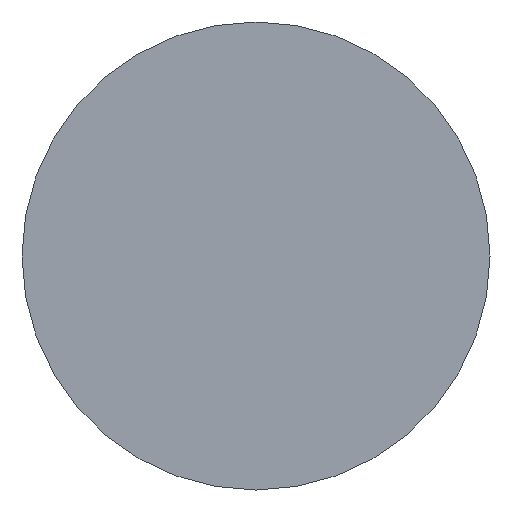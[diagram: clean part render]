
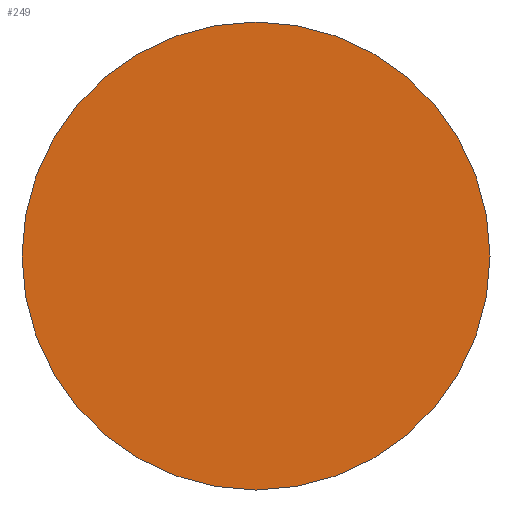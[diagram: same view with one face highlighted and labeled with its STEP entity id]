
A CAD part, front view. The second image highlights one B-rep face of the part: STEP entity #249.
In plain terms, the highlighted planar face has unit normal (0, -1, 0).
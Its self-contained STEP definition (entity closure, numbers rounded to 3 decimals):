
#147=EDGE_CURVE('',#159,#255,#326,.T.);
#159=VERTEX_POINT('',#338);
#211=EDGE_CURVE('',#255,#159,#399,.T.);
#249=ADVANCED_FACE('',(#444),#445,.T.);
#255=VERTEX_POINT('',#452);
#326=CIRCLE('',#525,20.0);
#338=CARTESIAN_POINT('',(-20.0,-20.0,0.));
#399=CIRCLE('',#619,20.0);
#444=FACE_OUTER_BOUND('',#676,.T.);
#445=PLANE('',#677);
#452=CARTESIAN_POINT('',(20.0,-20.0,0.));
#525=AXIS2_PLACEMENT_3D('',#739,#740,#741);
#619=AXIS2_PLACEMENT_3D('',#832,#833,#834);
#676=EDGE_LOOP('',(#900,#901));
#677=AXIS2_PLACEMENT_3D('',#902,#903,#904);
#739=CARTESIAN_POINT('',(0.0,-20.0,0.));
#740=DIRECTION('',(0.0,-1.0,0.));
#741=DIRECTION('',(1.0,0.0,0.0));
#832=CARTESIAN_POINT('',(0.0,-20.0,0.));
#833=DIRECTION('',(0.0,-1.0,0.));
#834=DIRECTION('',(1.0,0.0,0.0));
#900=ORIENTED_EDGE('',*,*,#211,.T.);
#901=ORIENTED_EDGE('',*,*,#147,.T.);
#902=CARTESIAN_POINT('',(0.0,-20.0,0.));
#903=DIRECTION('',(0.0,-1.0,0.));
#904=DIRECTION('',(1.0,0.0,0.0));
